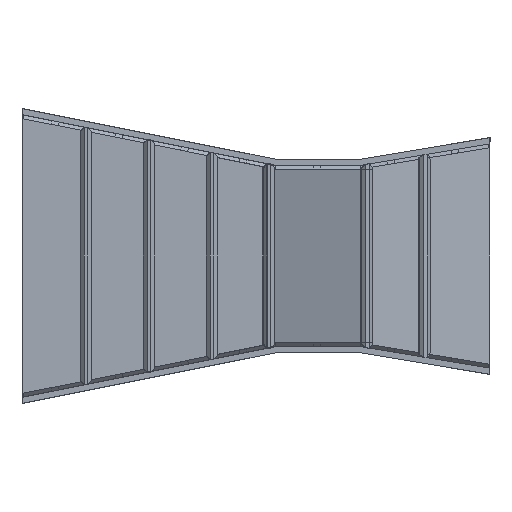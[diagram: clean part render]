
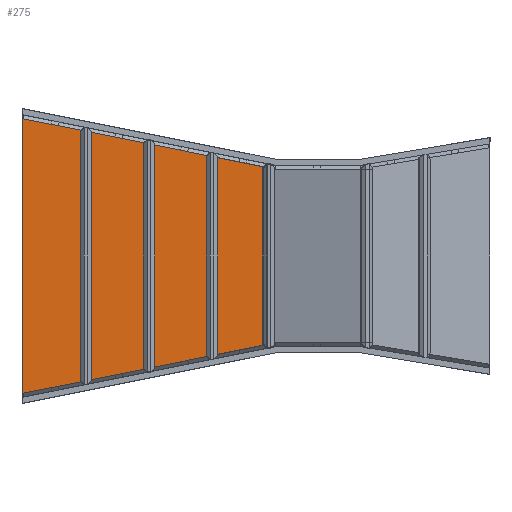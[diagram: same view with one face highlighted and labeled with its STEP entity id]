
A CAD part, front view. The second image highlights one B-rep face of the part: STEP entity #275.
In plain terms, the highlighted planar face has unit normal (0, -1, 0).
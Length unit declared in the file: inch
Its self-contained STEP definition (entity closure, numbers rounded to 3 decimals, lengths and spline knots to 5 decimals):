
#4 = DIRECTION ( 'NONE',  ( 0., 0., 1. ) ) ;
#72 = CARTESIAN_POINT ( 'NONE',  ( -11.95095, -0.25, 24.24514 ) ) ;
#159 = LINE ( 'NONE', #10328, #8606 ) ;
#237 = CARTESIAN_POINT ( 'NONE',  ( -82.35088, -0.25, -38.125 ) ) ;
#249 = EDGE_CURVE ( 'NONE', #4512, #9115, #15172, .T. ) ;
#275 = ADVANCED_FACE ( 'NONE', ( #10245 ), #6594, .T. ) ;
#2057 = ORIENTED_EDGE ( 'NONE', *, *, #249, .F. ) ;
#2499 = DIRECTION ( 'NONE',  ( 0., -1., 0. ) ) ;
#3080 = DIRECTION ( 'NONE',  ( 0., 0., -1. ) ) ;
#3502 = ORIENTED_EDGE ( 'NONE', *, *, #8863, .F. ) ;
#4487 = ORIENTED_EDGE ( 'NONE', *, *, #6291, .T. ) ;
#4512 = VERTEX_POINT ( 'NONE', #8699 ) ;
#4808 = ORIENTED_EDGE ( 'NONE', *, *, #9104, .F. ) ;
#5922 = LINE ( 'NONE', #14612, #8656 ) ;
#6291 = EDGE_CURVE ( 'NONE', #8071, #9115, #159, .T. ) ;
#6427 = CARTESIAN_POINT ( 'NONE',  ( -12.04533, -0.25, 24.26402 ) ) ;
#6594 = PLANE ( 'NONE',  #12294 ) ;
#6868 = DIRECTION ( 'NONE',  ( -0.981, 0., -0.196 ) ) ;
#8071 = VERTEX_POINT ( 'NONE', #10839 ) ;
#8606 = VECTOR ( 'NONE', #15329, 39.37008 ) ;
#8656 = VECTOR ( 'NONE', #6868, 39.37008 ) ;
#8699 = CARTESIAN_POINT ( 'NONE',  ( -82.35088, -0.25, 38.32994 ) ) ;
#8863 = EDGE_CURVE ( 'NONE', #8071, #14053, #5922, .T. ) ;
#9104 = EDGE_CURVE ( 'NONE', #14053, #4512, #11521, .T. ) ;
#9115 = VERTEX_POINT ( 'NONE', #6427 ) ;
#10245 = FACE_OUTER_BOUND ( 'NONE', #14363, .T. ) ;
#10328 = CARTESIAN_POINT ( 'NONE',  ( -12.04533, -0.25, -38.125 ) ) ;
#10839 = CARTESIAN_POINT ( 'NONE',  ( -12.04533, -0.25, -24.26402 ) ) ;
#11521 = LINE ( 'NONE', #237, #15284 ) ;
#12113 = CARTESIAN_POINT ( 'NONE',  ( -82.35088, -0.25, -38.32994 ) ) ;
#12294 = AXIS2_PLACEMENT_3D ( 'NONE', #16415, #2499, #3080 ) ;
#14005 = DIRECTION ( 'NONE',  ( 0.981, 0., -0.196 ) ) ;
#14053 = VERTEX_POINT ( 'NONE', #12113 ) ;
#14363 = EDGE_LOOP ( 'NONE', ( #4808, #3502, #4487, #2057 ) ) ;
#14612 = CARTESIAN_POINT ( 'NONE',  ( -11.95095, -0.25, -24.24514 ) ) ;
#15172 = LINE ( 'NONE', #72, #15454 ) ;
#15284 = VECTOR ( 'NONE', #4, 39.37008 ) ;
#15329 = DIRECTION ( 'NONE',  ( 0., 0., 1. ) ) ;
#15454 = VECTOR ( 'NONE', #14005, 39.37008 ) ;
#16415 = CARTESIAN_POINT ( 'NONE',  ( -84.60088, -0.25, -38.125 ) ) ;
